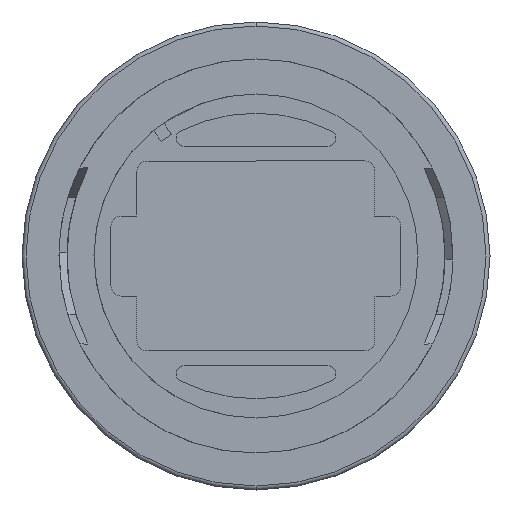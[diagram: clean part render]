
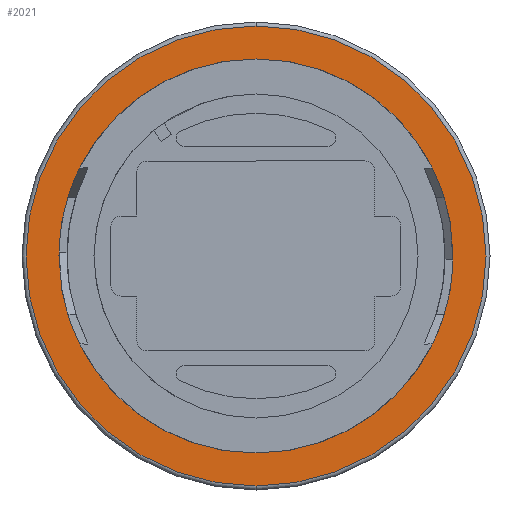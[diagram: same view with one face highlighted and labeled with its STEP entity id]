
A CAD part, front view. The second image highlights one B-rep face of the part: STEP entity #2021.
In plain terms, the highlighted planar face has unit normal (0, -1, 0).
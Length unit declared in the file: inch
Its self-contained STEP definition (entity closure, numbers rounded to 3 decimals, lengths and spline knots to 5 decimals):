
#2 = DIRECTION ( 'NONE',  ( 0., -1., 0. ) ) ;
#3 = CARTESIAN_POINT ( 'NONE',  ( 0., 0.292, 0. ) ) ;
#4 = DIRECTION ( 'NONE',  ( 0., 0., -1. ) ) ;
#5 = AXIS2_PLACEMENT_3D ( 'NONE', #3, #2, #4 ) ;
#6 = CIRCLE ( 'NONE', #5, 0.575 ) ;
#1982 = EDGE_CURVE ( 'NONE', #2065, #2051, #2703, .T. ) ;
#2012 = EDGE_LOOP ( 'NONE', ( #2016, #2015 ) ) ;
#2015 = ORIENTED_EDGE ( 'NONE', *, *, #2360, .F. ) ;
#2016 = ORIENTED_EDGE ( 'NONE', *, *, #2163, .F. ) ;
#2020 = ORIENTED_EDGE ( 'NONE', *, *, #2052, .T. ) ;
#2021 = ADVANCED_FACE ( 'NONE', ( #2787, #2760 ), #2786, .T. ) ;
#2022 = ORIENTED_EDGE ( 'NONE', *, *, #1982, .T. ) ;
#2031 = EDGE_LOOP ( 'NONE', ( #2020, #2022 ) ) ;
#2051 = VERTEX_POINT ( 'NONE', #2846 ) ;
#2052 = EDGE_CURVE ( 'NONE', #2051, #2065, #6, .T. ) ;
#2065 = VERTEX_POINT ( 'NONE', #2894 ) ;
#2163 = EDGE_CURVE ( 'NONE', #2289, #2243, #3113, .T. ) ;
#2243 = VERTEX_POINT ( 'NONE', #3236 ) ;
#2289 = VERTEX_POINT ( 'NONE', #3292 ) ;
#2360 = EDGE_CURVE ( 'NONE', #2243, #2289, #3430, .T. ) ;
#2693 = CARTESIAN_POINT ( 'NONE',  ( 0., 0.292, 0. ) ) ;
#2700 = AXIS2_PLACEMENT_3D ( 'NONE', #2693, #2758, #2757 ) ;
#2703 = CIRCLE ( 'NONE', #2700, 0.575 ) ;
#2757 = DIRECTION ( 'NONE',  ( 0., 0., -1. ) ) ;
#2758 = DIRECTION ( 'NONE',  ( 0., -1., 0. ) ) ;
#2760 = FACE_BOUND ( 'NONE', #2012, .T. ) ;
#2784 = CARTESIAN_POINT ( 'NONE',  ( 0.4925, 0.292, 0. ) ) ;
#2785 = AXIS2_PLACEMENT_3D ( 'NONE', #2784, #2837, #2836 ) ;
#2786 = PLANE ( 'NONE',  #2785 ) ;
#2787 = FACE_OUTER_BOUND ( 'NONE', #2031, .T. ) ;
#2836 = DIRECTION ( 'NONE',  ( 0., 0., -1. ) ) ;
#2837 = DIRECTION ( 'NONE',  ( 0., -1., 0. ) ) ;
#2846 = CARTESIAN_POINT ( 'NONE',  ( 0., 0.292, -0.575 ) ) ;
#2894 = CARTESIAN_POINT ( 'NONE',  ( 0., 0.292, 0.575 ) ) ;
#3105 = DIRECTION ( 'NONE',  ( 0., 0., -1. ) ) ;
#3106 = DIRECTION ( 'NONE',  ( 0., -1., 0. ) ) ;
#3107 = CARTESIAN_POINT ( 'NONE',  ( 0., 0.292, 0. ) ) ;
#3108 = AXIS2_PLACEMENT_3D ( 'NONE', #3107, #3106, #3105 ) ;
#3113 = CIRCLE ( 'NONE', #3108, 0.4925 ) ;
#3236 = CARTESIAN_POINT ( 'NONE',  ( 0., 0.292, 0.4925 ) ) ;
#3292 = CARTESIAN_POINT ( 'NONE',  ( 0., 0.292, -0.4925 ) ) ;
#3408 = CARTESIAN_POINT ( 'NONE',  ( 0., 0.292, 0. ) ) ;
#3421 = DIRECTION ( 'NONE',  ( 0., 0., -1. ) ) ;
#3422 = DIRECTION ( 'NONE',  ( 0., -1., 0. ) ) ;
#3430 = CIRCLE ( 'NONE', #3432, 0.4925 ) ;
#3432 = AXIS2_PLACEMENT_3D ( 'NONE', #3408, #3422, #3421 ) ;
